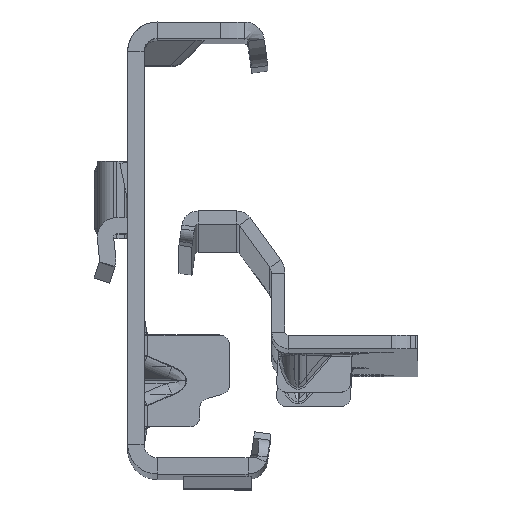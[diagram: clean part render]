
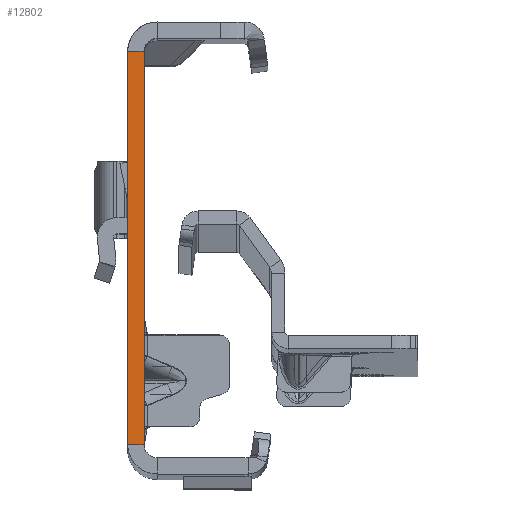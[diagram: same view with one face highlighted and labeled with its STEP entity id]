
A CAD part, top view. The second image highlights one B-rep face of the part: STEP entity #12802.
In plain terms, the highlighted planar face has unit normal (0, 0, 1).
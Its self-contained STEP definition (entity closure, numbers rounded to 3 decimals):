
#250 = ORIENTED_EDGE ( 'NONE', *, *, #1636, .F. ) ;
#970 = EDGE_CURVE ( 'NONE', #10111, #15306, #12860, .T. ) ;
#1308 = DIRECTION ( 'NONE',  ( 0., 0., 1. ) ) ;
#1636 = EDGE_CURVE ( 'NONE', #8262, #17103, #15477, .T. ) ;
#2991 = CARTESIAN_POINT ( 'NONE',  ( 0., -30., 0. ) ) ;
#3054 = ORIENTED_EDGE ( 'NONE', *, *, #16026, .T. ) ;
#4128 = CARTESIAN_POINT ( 'NONE',  ( -2.5, -30., 0. ) ) ;
#5248 = CARTESIAN_POINT ( 'NONE',  ( 0., -30., 0. ) ) ;
#5563 = DIRECTION ( 'NONE',  ( 1., 0., 0. ) ) ;
#6785 = ORIENTED_EDGE ( 'NONE', *, *, #970, .T. ) ;
#6977 = DIRECTION ( 'NONE',  ( 0., -1., 0. ) ) ;
#7639 = VECTOR ( 'NONE', #6977, 1000. ) ;
#7669 = ORIENTED_EDGE ( 'NONE', *, *, #14711, .F. ) ;
#8143 = VECTOR ( 'NONE', #8539, 1000. ) ;
#8262 = VERTEX_POINT ( 'NONE', #5248 ) ;
#8539 = DIRECTION ( 'NONE',  ( -1., 0., 0. ) ) ;
#8573 = VECTOR ( 'NONE', #8744, 1000. ) ;
#8592 = DIRECTION ( 'NONE',  ( 0., -1., 0. ) ) ;
#8744 = DIRECTION ( 'NONE',  ( -1., 0., 0. ) ) ;
#8797 = VECTOR ( 'NONE', #8592, 1000. ) ;
#8844 = CARTESIAN_POINT ( 'NONE',  ( 0., 30., 0. ) ) ;
#9794 = PLANE ( 'NONE',  #17447 ) ;
#9830 = CARTESIAN_POINT ( 'NONE',  ( -2.5, -32., 0. ) ) ;
#10111 = VERTEX_POINT ( 'NONE', #13800 ) ;
#10731 = CARTESIAN_POINT ( 'NONE',  ( -2.5, 30., 0. ) ) ;
#11546 = CARTESIAN_POINT ( 'NONE',  ( 0., -32., 0. ) ) ;
#12256 = CARTESIAN_POINT ( 'NONE',  ( -2.5, -32., 0. ) ) ;
#12802 = ADVANCED_FACE ( 'NONE', ( #13799 ), #9794, .T. ) ;
#12860 = LINE ( 'NONE', #8844, #8573 ) ;
#13054 = EDGE_LOOP ( 'NONE', ( #7669, #6785, #3054, #250 ) ) ;
#13799 = FACE_OUTER_BOUND ( 'NONE', #13054, .T. ) ;
#13800 = CARTESIAN_POINT ( 'NONE',  ( 0., 30., 0. ) ) ;
#14711 = EDGE_CURVE ( 'NONE', #10111, #8262, #15706, .T. ) ;
#15306 = VERTEX_POINT ( 'NONE', #10731 ) ;
#15477 = LINE ( 'NONE', #2991, #8143 ) ;
#15706 = LINE ( 'NONE', #11546, #8797 ) ;
#16026 = EDGE_CURVE ( 'NONE', #15306, #17103, #16913, .T. ) ;
#16913 = LINE ( 'NONE', #9830, #7639 ) ;
#17103 = VERTEX_POINT ( 'NONE', #4128 ) ;
#17447 = AXIS2_PLACEMENT_3D ( 'NONE', #12256, #1308, #5563 ) ;
